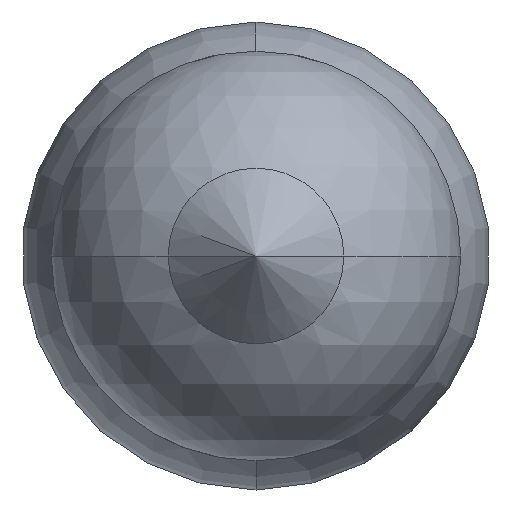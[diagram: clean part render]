
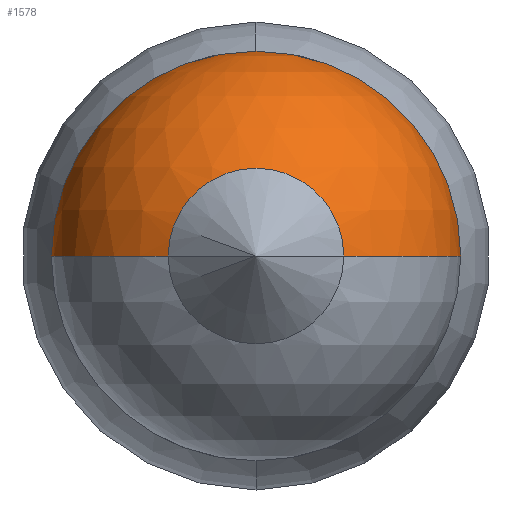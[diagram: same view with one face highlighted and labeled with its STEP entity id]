
A CAD part, front view. The second image highlights one B-rep face of the part: STEP entity #1578.
In plain terms, the highlighted spherical face has radius 0.35 mm.
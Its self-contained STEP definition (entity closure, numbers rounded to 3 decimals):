
#21 = DIRECTION ( 'NONE',  ( 0., 0., 1. ) ) ;
#77 = AXIS2_PLACEMENT_3D ( 'NONE', #2462, #1545, #21 ) ;
#91 = CARTESIAN_POINT ( 'NONE',  ( 0., -13.694, 0. ) ) ;
#120 = ORIENTED_EDGE ( 'NONE', *, *, #2383, .F. ) ;
#137 = CARTESIAN_POINT ( 'NONE',  ( -0.35, -13.694, 0. ) ) ;
#179 = DIRECTION ( 'NONE',  ( 0., 0., -1. ) ) ;
#279 = DIRECTION ( 'NONE',  ( -1., 0., 0. ) ) ;
#345 = DIRECTION ( 'NONE',  ( 1., 0., 0. ) ) ;
#372 = CARTESIAN_POINT ( 'NONE',  ( 0., -13.694, 0.35 ) ) ;
#570 = ORIENTED_EDGE ( 'NONE', *, *, #2783, .F. ) ;
#597 = EDGE_LOOP ( 'NONE', ( #120, #2461, #2255, #570, #2833 ) ) ;
#602 = DIRECTION ( 'NONE',  ( -1., 0., 0. ) ) ;
#674 = CARTESIAN_POINT ( 'NONE',  ( 0., -13.694, 0. ) ) ;
#785 = DIRECTION ( 'NONE',  ( 0., 0., 1. ) ) ;
#858 = VERTEX_POINT ( 'NONE', #2543 ) ;
#899 = VERTEX_POINT ( 'NONE', #1207 ) ;
#943 = EDGE_CURVE ( 'NONE', #858, #899, #2637, .T. ) ;
#986 = DIRECTION ( 'NONE',  ( 0., 1., 0. ) ) ;
#1009 = SPHERICAL_SURFACE ( 'NONE', #1373, 0.35 ) ;
#1093 = AXIS2_PLACEMENT_3D ( 'NONE', #2508, #1623, #279 ) ;
#1182 = CIRCLE ( 'NONE', #1093, 0.15 ) ;
#1207 = CARTESIAN_POINT ( 'NONE',  ( 0.35, -13.694, 0. ) ) ;
#1303 = CIRCLE ( 'NONE', #77, 0.35 ) ;
#1309 = AXIS2_PLACEMENT_3D ( 'NONE', #91, #986, #2103 ) ;
#1316 = EDGE_CURVE ( 'Defeature ausgef�hrt1_0+Defeature ausgef�hrt1_7+Defeature ausgef�hrt1_7+Defeature ausgef�hrt1_7', #2273, #858, #1182, .T. ) ;
#1373 = AXIS2_PLACEMENT_3D ( 'NONE', #674, #179, #1722 ) ;
#1494 = CARTESIAN_POINT ( 'NONE',  ( 0., -13.694, 0. ) ) ;
#1545 = DIRECTION ( 'NONE',  ( 0., 1., 0. ) ) ;
#1578 = ADVANCED_FACE ( 'Defeature ausgef�hrt1_0', ( #2500 ), #1009, .T. ) ;
#1594 = AXIS2_PLACEMENT_3D ( 'NONE', #2352, #785, #345 ) ;
#1623 = DIRECTION ( 'NONE',  ( 0., 1., 0. ) ) ;
#1648 = CIRCLE ( 'NONE', #1675, 0.35 ) ;
#1675 = AXIS2_PLACEMENT_3D ( 'NONE', #1494, #1953, #602 ) ;
#1722 = DIRECTION ( 'NONE',  ( 1., 0., 0. ) ) ;
#1912 = VERTEX_POINT ( 'NONE', #372 ) ;
#1945 = VERTEX_POINT ( 'NONE', #137 ) ;
#1953 = DIRECTION ( 'NONE',  ( 0., 0., -1. ) ) ;
#2062 = EDGE_CURVE ( 'Defeature ausgef�hrt1_4+Defeature ausgef�hrt1_0+Defeature ausgef�hrt1_0+Defeature ausgef�hrt1_0', #1945, #1912, #1303, .T. ) ;
#2089 = CARTESIAN_POINT ( 'NONE',  ( -0.15, -14.01, 0. ) ) ;
#2103 = DIRECTION ( 'NONE',  ( 0., 0., 1. ) ) ;
#2255 = ORIENTED_EDGE ( 'NONE', *, *, #943, .T. ) ;
#2273 = VERTEX_POINT ( 'NONE', #2089 ) ;
#2352 = CARTESIAN_POINT ( 'NONE',  ( 0., -13.694, 0. ) ) ;
#2383 = EDGE_CURVE ( 'NONE', #2273, #1945, #1648, .T. ) ;
#2461 = ORIENTED_EDGE ( 'NONE', *, *, #1316, .T. ) ;
#2462 = CARTESIAN_POINT ( 'NONE',  ( 0., -13.694, 0. ) ) ;
#2500 = FACE_OUTER_BOUND ( 'NONE', #597, .T. ) ;
#2508 = CARTESIAN_POINT ( 'NONE',  ( 0., -14.01, 0. ) ) ;
#2543 = CARTESIAN_POINT ( 'NONE',  ( 0.15, -14.01, 0. ) ) ;
#2637 = CIRCLE ( 'NONE', #1594, 0.35 ) ;
#2648 = CIRCLE ( 'NONE', #1309, 0.35 ) ;
#2783 = EDGE_CURVE ( 'Defeature ausgef�hrt1_4+Defeature ausgef�hrt1_0+Defeature ausgef�hrt1_0+Defeature ausgef�hrt1_0', #1912, #899, #2648, .T. ) ;
#2833 = ORIENTED_EDGE ( 'NONE', *, *, #2062, .F. ) ;
